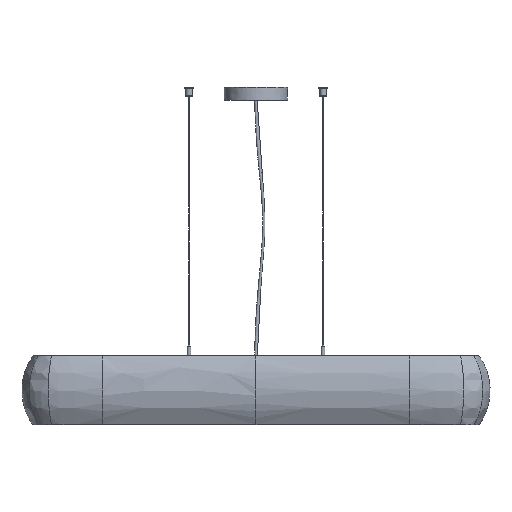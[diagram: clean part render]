
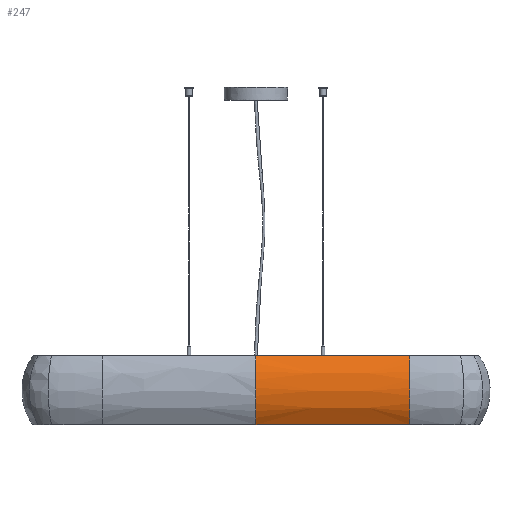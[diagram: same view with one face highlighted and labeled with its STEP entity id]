
A CAD part, front view. The second image highlights one B-rep face of the part: STEP entity #247.
In plain terms, the highlighted free-form (B-spline) face has degree [3, 3] with [4, 5] control points.
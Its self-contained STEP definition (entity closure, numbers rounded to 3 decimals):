
#247=ADVANCED_FACE('',(#368),#1722,.T.);
#368=FACE_OUTER_BOUND('',#493,.T.);
#493=EDGE_LOOP('',(#787,#788,#789,#790));
#787=ORIENTED_EDGE('',*,*,#1181,.T.);
#788=ORIENTED_EDGE('',*,*,#1182,.T.);
#789=ORIENTED_EDGE('',*,*,#1178,.F.);
#790=ORIENTED_EDGE('',*,*,#1180,.T.);
#1178=EDGE_CURVE('',#1629,#1630,#1357,.T.);
#1180=EDGE_CURVE('',#1629,#1631,#1359,.T.);
#1181=EDGE_CURVE('',#1631,#1632,#1360,.T.);
#1182=EDGE_CURVE('',#1632,#1630,#1361,.T.);
#1357=B_SPLINE_CURVE_WITH_KNOTS('',3,(#9330,#9331,#9332,#9333,#9334),
 .UNSPECIFIED.,.F.,.F.,(4,1,4),(0.,91.02,182.04),
 .UNSPECIFIED.);
#1359=B_SPLINE_CURVE_WITH_KNOTS('',3,(#9339,#9340,#9341,#9342),
 .UNSPECIFIED.,.F.,.F.,(4,4),(876.219,914.319),
 .UNSPECIFIED.);
#1360=B_SPLINE_CURVE_WITH_KNOTS('',3,(#9343,#9344,#9345,#9346,#9347),
 .UNSPECIFIED.,.F.,.F.,(4,1,4),(0.,91.02,182.04),
 .UNSPECIFIED.);
#1361=B_SPLINE_CURVE_WITH_KNOTS('',3,(#9348,#9349,#9350,#9351),
 .UNSPECIFIED.,.F.,.F.,(4,4),(-914.319,-876.219),
 .UNSPECIFIED.);
#1629=VERTEX_POINT('',#9108);
#1630=VERTEX_POINT('',#9109);
#1631=VERTEX_POINT('',#9110);
#1632=VERTEX_POINT('',#9111);
#1722=B_SPLINE_SURFACE_WITH_KNOTS('',3,3,((#3505,#3506,#3507,#3508,#3509),
(#3510,#3511,#3512,#3513,#3514),(#3515,#3516,#3517,#3518,#3519),(#3520,
#3521,#3522,#3523,#3524)),.UNSPECIFIED.,.F.,.F.,.F.,(4,4),(4,1,4),(876.219,
914.319),(0.,91.02,182.04),.UNSPECIFIED.);
#3505=CARTESIAN_POINT('',(378.336,-67.271,170.4));
#3506=CARTESIAN_POINT('',(378.913,-88.105,142.));
#3507=CARTESIAN_POINT('',(379.305,-102.254,81.65));
#3508=CARTESIAN_POINT('',(378.899,-87.621,28.4));
#3509=CARTESIAN_POINT('',(378.376,-68.714,0.));
#3510=CARTESIAN_POINT('',(293.269,-69.649,170.4));
#3511=CARTESIAN_POINT('',(293.423,-90.493,142.));
#3512=CARTESIAN_POINT('',(293.528,-104.649,81.65));
#3513=CARTESIAN_POINT('',(293.42,-90.009,28.4));
#3514=CARTESIAN_POINT('',(293.28,-71.093,0.));
#3515=CARTESIAN_POINT('',(146.635,-70.78,170.4));
#3516=CARTESIAN_POINT('',(146.763,-91.621,142.));
#3517=CARTESIAN_POINT('',(146.849,-105.775,81.65));
#3518=CARTESIAN_POINT('',(146.76,-91.137,28.4));
#3519=CARTESIAN_POINT('',(146.644,-72.223,0.));
#3520=CARTESIAN_POINT('',(0.,-70.796,170.4));
#3521=CARTESIAN_POINT('',(-0.007,-91.638,142.));
#3522=CARTESIAN_POINT('',(-0.013,-105.792,81.65));
#3523=CARTESIAN_POINT('',(-0.007,-91.154,28.4));
#3524=CARTESIAN_POINT('',(-0.001,-72.239,0.));
#9108=CARTESIAN_POINT('',(378.336,-67.271,170.4));
#9109=CARTESIAN_POINT('',(378.376,-68.714,0.));
#9110=CARTESIAN_POINT('',(0.,-70.796,170.4));
#9111=CARTESIAN_POINT('',(-0.001,-72.239,0.));
#9330=CARTESIAN_POINT('',(378.336,-67.271,170.4));
#9331=CARTESIAN_POINT('',(378.913,-88.105,142.));
#9332=CARTESIAN_POINT('',(379.305,-102.254,81.65));
#9333=CARTESIAN_POINT('',(378.899,-87.621,28.4));
#9334=CARTESIAN_POINT('',(378.376,-68.714,0.));
#9339=CARTESIAN_POINT('',(378.336,-67.271,170.4));
#9340=CARTESIAN_POINT('',(293.269,-69.649,170.4));
#9341=CARTESIAN_POINT('',(146.635,-70.78,170.4));
#9342=CARTESIAN_POINT('',(0.,-70.796,170.4));
#9343=CARTESIAN_POINT('',(0.,-70.796,170.4));
#9344=CARTESIAN_POINT('',(-0.007,-91.638,142.));
#9345=CARTESIAN_POINT('',(-0.013,-105.792,81.65));
#9346=CARTESIAN_POINT('',(-0.007,-91.154,28.4));
#9347=CARTESIAN_POINT('',(-0.001,-72.239,0.));
#9348=CARTESIAN_POINT('',(-0.001,-72.239,0.));
#9349=CARTESIAN_POINT('',(146.644,-72.223,0.));
#9350=CARTESIAN_POINT('',(293.28,-71.093,0.));
#9351=CARTESIAN_POINT('',(378.376,-68.714,0.));
